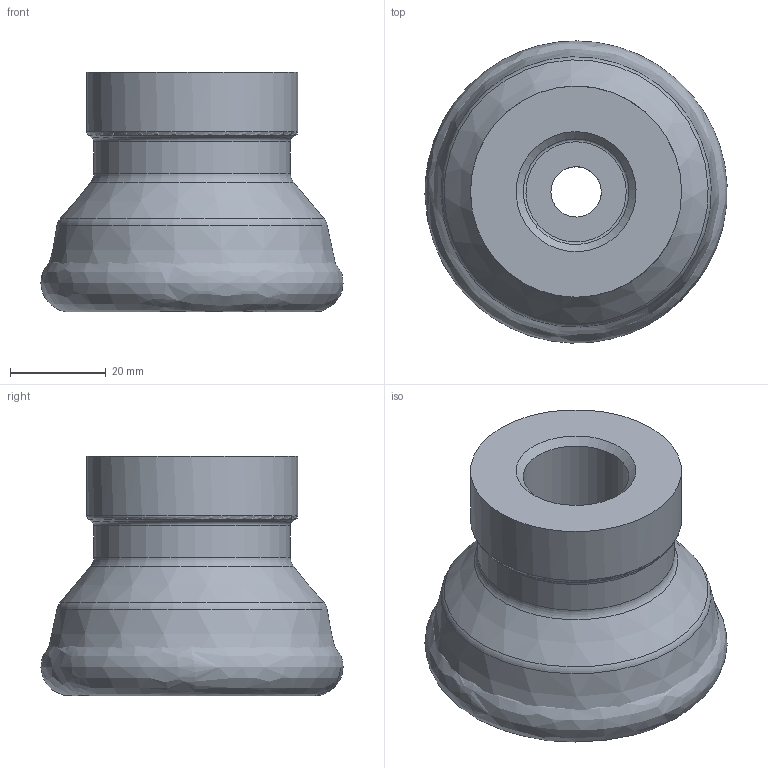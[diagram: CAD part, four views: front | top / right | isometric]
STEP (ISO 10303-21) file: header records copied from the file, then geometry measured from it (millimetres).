
FILE_DESCRIPTION(/* description */ (''),/* implementation_level */ '2;1');
FILE_NAME(/* name */ '1668159258267.stp',/* time_stamp */ '2022-11-11T15:04:34+06:00',/* author */ (''),/* organization */ ('SMS'),/* preprocessor_version */ 'ST-DEVELOPER v16.7',/* originating_system */ 'SIEMENS PLM Software NX 12.0',/* authorisation */ '');
FILE_SCHEMA (('AUTOMOTIVE_DESIGN { 1 0 10303 214 3 1 1 1 }'));
Length unit declared in the file: millimetre
Products named in the file (4): ASSEMBLY_CONSTRUCTION; 204373886mod000_00; 204374377mod000_00; 204374378mod000_00
Assembly tree (3 placements, depth 2):
  204374378mod000_00
    204374377mod000_00
    204373886mod000_00
    ASSEMBLY_CONSTRUCTION
Bounding box: 62.95 x 62.98 x 50 mm (x, y, z)
Volume: 97939.6 mm3; surface area: 20304.3 mm2
Topology: 2 solids, 2 shells, 24 faces, 53 edges, 46 vertices
Faces by surface type: torus 9, cone 5, cylinder 5, plane 4, bspline 1
Full cylindrical faces by diameter (mm): 10.5 x1, 22.011 x1, 22.5 x1, 41 x1, 44 x1
Entity records: 2270 total; most frequent: CARTESIAN_POINT 1618, DIRECTION 124, AXIS2_PLACEMENT_3D 62, FACE_BOUND 47, EDGE_LOOP 46, ORIENTED_EDGE 46, STYLED_ITEM 28, PRESENTATION_STYLE_ASSIGNMENT 28
